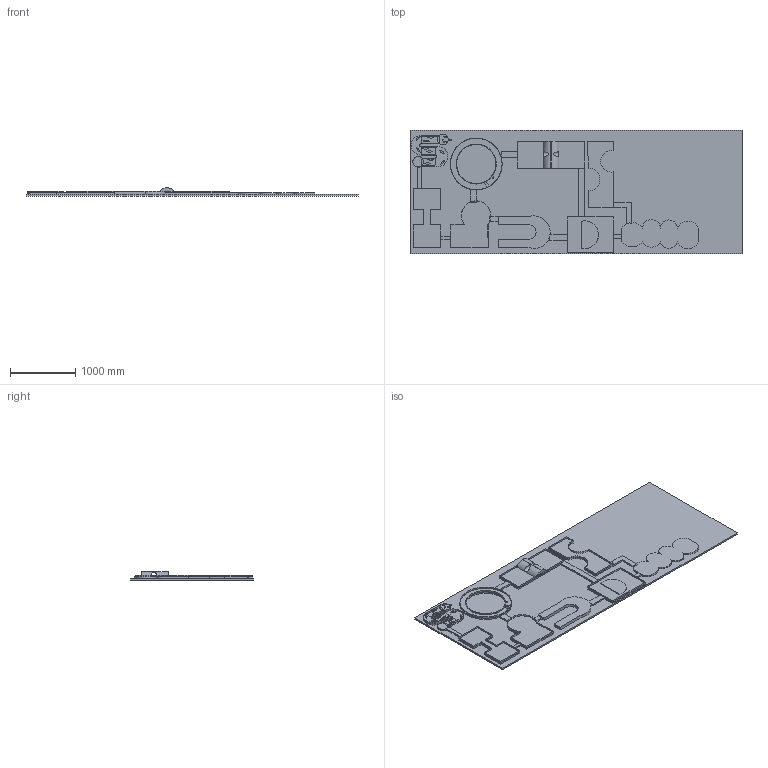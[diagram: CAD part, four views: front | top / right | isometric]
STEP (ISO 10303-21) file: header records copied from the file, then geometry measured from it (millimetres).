
FILE_DESCRIPTION(/* description */ ('STEP AP242','CAx-IF Rec.Pracs.---Representation and Presentation of Product Manufacturing Information (PMI)---4.0---2014-10-13','CAx-IF Rec.Pracs.---3D Tessellated Geometry---0.4---2014-09-14','2;1'),/* implementation_level */ '2;1');
FILE_NAME(/* name */ '66b475ab264d8218045e1584',/* time_stamp */ '2024-08-08T07:37:17Z',/* author */ (''),/* organization */ (''),/* preprocessor_version */ 'ST-DEVELOPER v20',/* originating_system */ ' ',/* authorisation */ ' ');
FILE_SCHEMA (('AP242_MANAGED_MODEL_BASED_3D_ENGINEERING_MIM_LF { 1 0 10303 442 1 1 4 }'));
Length unit declared in the file: metre
Products named in the file (44): Part 21; Part 20; Part 23; Part 25; Part 24; Part 22; Part 19; Part 17; Part 18; Surface 19; Surface 18; Surface 16; Surface 17; Surface 15; Surface 14; Surface 13; Part 16; Surface 12; Surface 11; Surface 10; Surface 9; Surface 5; Surface 4; Surface 8; Surface 6; Surface 7; Surface 3; Part 15; Surface 2; Surface 1; Part 9; Part 10; Part 14; Part 13; Part 12; Part 11; Part 8; Part 7; Part 6; Part 5 ...
Bounding box: 5105.4 x 1905 x 127 mm (x, y, z)
Volume: 336847864.7 mm3; surface area: 22743696.3 mm2
Topology: 25 solids, 44 shells, 297 faces, 686 edges, 474 vertices
Faces by surface type: plane 237, cylinder 60
Full cylindrical faces by diameter (mm): 14.39 x2, 20.232 x1, 72.885 x1, 165.1 x2, 605.084 x1, 615.067 x1, 792.535 x1, 795.813 x1
Entity records: 9525 total; most frequent: CARTESIAN_POINT 1599, DIRECTION 1472, ORIENTED_EDGE 1246, EDGE_CURVE 674, LINE 554, VECTOR 554, VERTEX_POINT 472, AXIS2_PLACEMENT_3D 459
